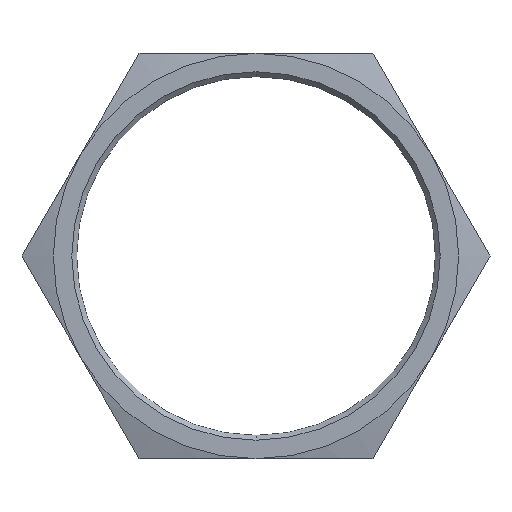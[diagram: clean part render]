
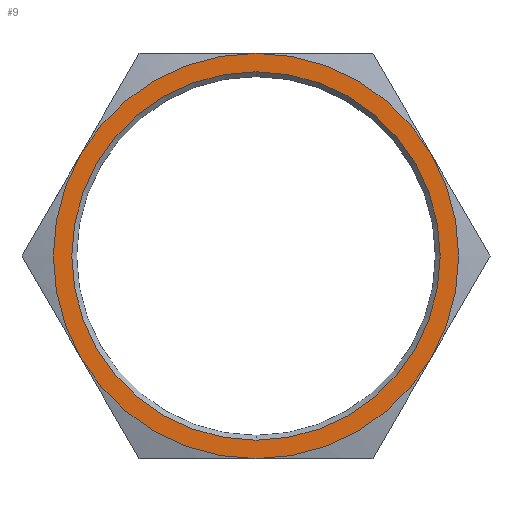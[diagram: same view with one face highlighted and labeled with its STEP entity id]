
A CAD part, left-side view. The second image highlights one B-rep face of the part: STEP entity #9.
In plain terms, the highlighted planar face has unit normal (-1, 0, 0).
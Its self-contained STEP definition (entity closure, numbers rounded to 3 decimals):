
#9 = ADVANCED_FACE ( 'NONE', ( #251, #254 ), #629, .F. ) ;
#30 = CARTESIAN_POINT ( 'NONE',  ( 0., 0., 0. ) ) ;
#31 = DIRECTION ( 'NONE',  ( -1., 0., 0. ) ) ;
#32 = DIRECTION ( 'NONE',  ( 0., 0., 1. ) ) ;
#33 = CARTESIAN_POINT ( 'NONE',  ( 0., 0., 0. ) ) ;
#34 = DIRECTION ( 'NONE',  ( -1., 0., 0. ) ) ;
#35 = DIRECTION ( 'NONE',  ( 0., 0., 1. ) ) ;
#36 = CARTESIAN_POINT ( 'NONE',  ( 0., 0., 0. ) ) ;
#37 = DIRECTION ( 'NONE',  ( -1., 0., 0. ) ) ;
#38 = DIRECTION ( 'NONE',  ( 0., 0., 1. ) ) ;
#40 = CARTESIAN_POINT ( 'NONE',  ( 0., 0., 0. ) ) ;
#41 = DIRECTION ( 'NONE',  ( -1., 0., 0. ) ) ;
#42 = DIRECTION ( 'NONE',  ( 0., 0., 1. ) ) ;
#43 = CARTESIAN_POINT ( 'NONE',  ( 0., 0., 0. ) ) ;
#44 = DIRECTION ( 'NONE',  ( -1., 0., 0. ) ) ;
#45 = DIRECTION ( 'NONE',  ( 0., 0., 1. ) ) ;
#56 = CARTESIAN_POINT ( 'NONE',  ( 0., 0., 0. ) ) ;
#57 = DIRECTION ( 'NONE',  ( 1., 0., 0. ) ) ;
#58 = DIRECTION ( 'NONE',  ( 0., 0., -1. ) ) ;
#251 = FACE_BOUND ( 'NONE', #526, .T. ) ;
#254 = FACE_OUTER_BOUND ( 'NONE', #514, .T. ) ;
#283 = CIRCLE ( 'NONE', #830, 27.5 ) ;
#295 = CIRCLE ( 'NONE', #829, 25. ) ;
#296 = CIRCLE ( 'NONE', #831, 27.5 ) ;
#298 = CIRCLE ( 'NONE', #832, 27.5 ) ;
#299 = CIRCLE ( 'NONE', #833, 27.5 ) ;
#300 = CIRCLE ( 'NONE', #834, 27.5 ) ;
#301 = CIRCLE ( 'NONE', #835, 27.5 ) ;
#303 = CIRCLE ( 'NONE', #838, 25. ) ;
#389 = CARTESIAN_POINT ( 'NONE',  ( 0., 23.816, 13.75 ) ) ;
#398 = CARTESIAN_POINT ( 'NONE',  ( 0., 23.816, -13.75 ) ) ;
#402 = CARTESIAN_POINT ( 'NONE',  ( 0., 0., -25. ) ) ;
#404 = CARTESIAN_POINT ( 'NONE',  ( 0., 0., 25. ) ) ;
#408 = CARTESIAN_POINT ( 'NONE',  ( 0., -23.816, -13.75 ) ) ;
#412 = CARTESIAN_POINT ( 'NONE',  ( 0., 0., 27.5 ) ) ;
#413 = CARTESIAN_POINT ( 'NONE',  ( 0., -23.816, 13.75 ) ) ;
#415 = CARTESIAN_POINT ( 'NONE',  ( 0., 0., -27.5 ) ) ;
#474 = CARTESIAN_POINT ( 'NONE',  ( 0., 0., 0. ) ) ;
#475 = DIRECTION ( 'NONE',  ( 1., 0., 0. ) ) ;
#476 = DIRECTION ( 'NONE',  ( 0., 0., -1. ) ) ;
#477 = CARTESIAN_POINT ( 'NONE',  ( 0., 0., 0. ) ) ;
#478 = DIRECTION ( 'NONE',  ( -1., 0., 0. ) ) ;
#479 = DIRECTION ( 'NONE',  ( 0., 0., 1. ) ) ;
#514 = EDGE_LOOP ( 'NONE', ( #632, #636, #633, #635, #631, #715 ) ) ;
#526 = EDGE_LOOP ( 'NONE', ( #637, #634 ) ) ;
#536 = VERTEX_POINT ( 'NONE', #389 ) ;
#547 = VERTEX_POINT ( 'NONE', #398 ) ;
#551 = VERTEX_POINT ( 'NONE', #402 ) ;
#553 = VERTEX_POINT ( 'NONE', #404 ) ;
#557 = VERTEX_POINT ( 'NONE', #408 ) ;
#562 = VERTEX_POINT ( 'NONE', #412 ) ;
#563 = VERTEX_POINT ( 'NONE', #413 ) ;
#565 = VERTEX_POINT ( 'NONE', #415 ) ;
#621 = DIRECTION ( 'NONE',  ( 1., 0., 0. ) ) ;
#622 = DIRECTION ( 'NONE',  ( 0., 0., -1. ) ) ;
#623 = CARTESIAN_POINT ( 'NONE',  ( 0., 47.631, 27.5 ) ) ;
#629 = PLANE ( 'NONE',  #704 ) ;
#631 = ORIENTED_EDGE ( 'NONE', *, *, #659, .T. ) ;
#632 = ORIENTED_EDGE ( 'NONE', *, *, #655, .T. ) ;
#633 = ORIENTED_EDGE ( 'NONE', *, *, #657, .T. ) ;
#634 = ORIENTED_EDGE ( 'NONE', *, *, #654, .T. ) ;
#635 = ORIENTED_EDGE ( 'NONE', *, *, #658, .T. ) ;
#636 = ORIENTED_EDGE ( 'NONE', *, *, #656, .T. ) ;
#637 = ORIENTED_EDGE ( 'NONE', *, *, #664, .T. ) ;
#654 = EDGE_CURVE ( 'NONE', #551, #553, #295, .T. ) ;
#655 = EDGE_CURVE ( 'NONE', #547, #565, #283, .T. ) ;
#656 = EDGE_CURVE ( 'NONE', #565, #557, #296, .T. ) ;
#657 = EDGE_CURVE ( 'NONE', #557, #563, #298, .T. ) ;
#658 = EDGE_CURVE ( 'NONE', #563, #562, #299, .T. ) ;
#659 = EDGE_CURVE ( 'NONE', #562, #536, #300, .T. ) ;
#660 = EDGE_CURVE ( 'NONE', #536, #547, #301, .T. ) ;
#664 = EDGE_CURVE ( 'NONE', #553, #551, #303, .T. ) ;
#704 = AXIS2_PLACEMENT_3D ( 'NONE', #623, #621, #622 ) ;
#715 = ORIENTED_EDGE ( 'NONE', *, *, #660, .T. ) ;
#829 = AXIS2_PLACEMENT_3D ( 'NONE', #474, #475, #476 ) ;
#830 = AXIS2_PLACEMENT_3D ( 'NONE', #477, #478, #479 ) ;
#831 = AXIS2_PLACEMENT_3D ( 'NONE', #30, #31, #32 ) ;
#832 = AXIS2_PLACEMENT_3D ( 'NONE', #33, #34, #35 ) ;
#833 = AXIS2_PLACEMENT_3D ( 'NONE', #36, #37, #38 ) ;
#834 = AXIS2_PLACEMENT_3D ( 'NONE', #40, #41, #42 ) ;
#835 = AXIS2_PLACEMENT_3D ( 'NONE', #43, #44, #45 ) ;
#838 = AXIS2_PLACEMENT_3D ( 'NONE', #56, #57, #58 ) ;
